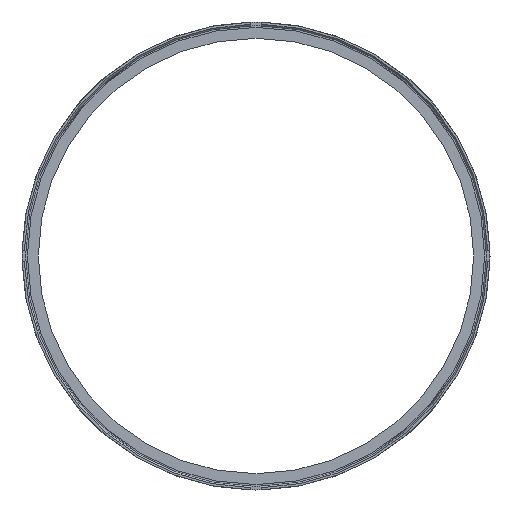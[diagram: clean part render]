
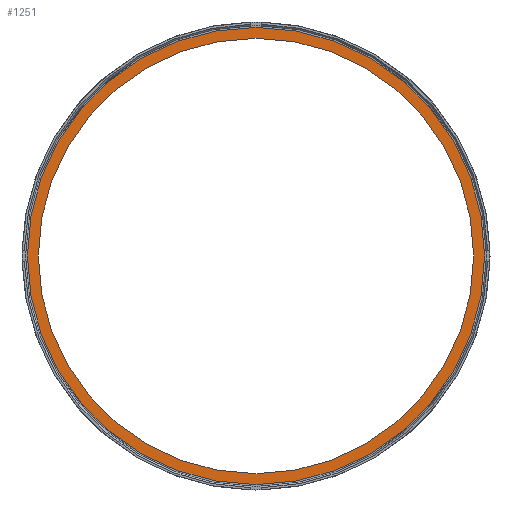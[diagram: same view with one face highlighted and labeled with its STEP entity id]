
A CAD part, left-side view. The second image highlights one B-rep face of the part: STEP entity #1251.
In plain terms, the highlighted planar face has unit normal (-1, 0, 0).
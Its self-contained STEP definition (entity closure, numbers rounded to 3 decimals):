
#4 = EDGE_CURVE ( 'NONE', #367, #158, #849, .T. ) ;
#110 = FACE_BOUND ( 'NONE', #302, .T. ) ;
#112 = CARTESIAN_POINT ( 'NONE',  ( -1.5, 0., 31.5 ) ) ;
#132 = CARTESIAN_POINT ( 'NONE',  ( -1.5, 30., 0. ) ) ;
#158 = VERTEX_POINT ( 'NONE', #112 ) ;
#170 = AXIS2_PLACEMENT_3D ( 'NONE', #1459, #495, #1421 ) ;
#190 = CARTESIAN_POINT ( 'NONE',  ( -1.5, 0., 0. ) ) ;
#191 = CARTESIAN_POINT ( 'NONE',  ( -1.5, 0., 0. ) ) ;
#302 = EDGE_LOOP ( 'NONE', ( #433, #1312 ) ) ;
#309 = ORIENTED_EDGE ( 'NONE', *, *, #4, .T. ) ;
#345 = CARTESIAN_POINT ( 'NONE',  ( -1.5, 0., 0. ) ) ;
#367 = VERTEX_POINT ( 'NONE', #409 ) ;
#409 = CARTESIAN_POINT ( 'NONE',  ( -1.5, 0., -31.5 ) ) ;
#427 = EDGE_LOOP ( 'NONE', ( #796, #309 ) ) ;
#433 = ORIENTED_EDGE ( 'NONE', *, *, #892, .F. ) ;
#442 = DIRECTION ( 'NONE',  ( 0., 0., 1. ) ) ;
#482 = DIRECTION ( 'NONE',  ( 0., 0., -1. ) ) ;
#495 = DIRECTION ( 'NONE',  ( -1., 0., 0. ) ) ;
#535 = DIRECTION ( 'NONE',  ( 0., 0., 1. ) ) ;
#609 = PLANE ( 'NONE',  #855 ) ;
#628 = CIRCLE ( 'NONE', #170, 30. ) ;
#648 = CIRCLE ( 'NONE', #1149, 31.5 ) ;
#719 = DIRECTION ( 'NONE',  ( 0., 0., 1. ) ) ;
#790 = EDGE_CURVE ( 'NONE', #158, #367, #648, .T. ) ;
#796 = ORIENTED_EDGE ( 'NONE', *, *, #790, .T. ) ;
#849 = CIRCLE ( 'NONE', #991, 31.5 ) ;
#855 = AXIS2_PLACEMENT_3D ( 'NONE', #132, #1321, #482 ) ;
#892 = EDGE_CURVE ( 'NONE', #912, #1122, #1527, .T. ) ;
#912 = VERTEX_POINT ( 'NONE', #930 ) ;
#930 = CARTESIAN_POINT ( 'NONE',  ( -1.5, 0., 30. ) ) ;
#991 = AXIS2_PLACEMENT_3D ( 'NONE', #190, #1019, #442 ) ;
#993 = AXIS2_PLACEMENT_3D ( 'NONE', #345, #1403, #719 ) ;
#1019 = DIRECTION ( 'NONE',  ( -1., 0., 0. ) ) ;
#1122 = VERTEX_POINT ( 'NONE', #1367 ) ;
#1149 = AXIS2_PLACEMENT_3D ( 'NONE', #191, #1394, #535 ) ;
#1207 = EDGE_CURVE ( 'NONE', #1122, #912, #628, .T. ) ;
#1251 = ADVANCED_FACE ( 'NONE', ( #110, #1447 ), #609, .F. ) ;
#1312 = ORIENTED_EDGE ( 'NONE', *, *, #1207, .F. ) ;
#1321 = DIRECTION ( 'NONE',  ( 1., 0., 0. ) ) ;
#1367 = CARTESIAN_POINT ( 'NONE',  ( -1.5, 0., -30. ) ) ;
#1394 = DIRECTION ( 'NONE',  ( -1., 0., 0. ) ) ;
#1403 = DIRECTION ( 'NONE',  ( -1., 0., 0. ) ) ;
#1421 = DIRECTION ( 'NONE',  ( 0., 0., 1. ) ) ;
#1447 = FACE_OUTER_BOUND ( 'NONE', #427, .T. ) ;
#1459 = CARTESIAN_POINT ( 'NONE',  ( -1.5, 0., 0. ) ) ;
#1527 = CIRCLE ( 'NONE', #993, 30. ) ;
